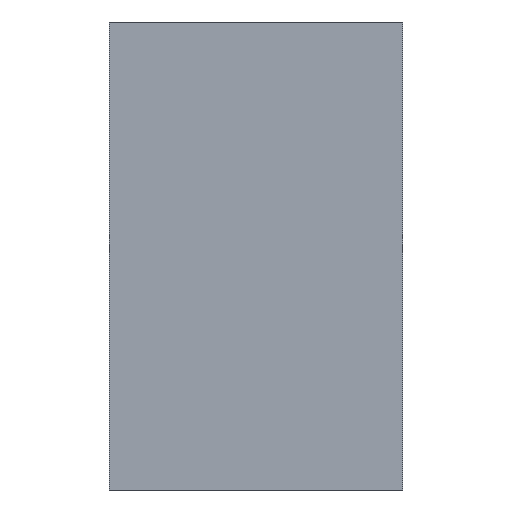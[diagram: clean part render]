
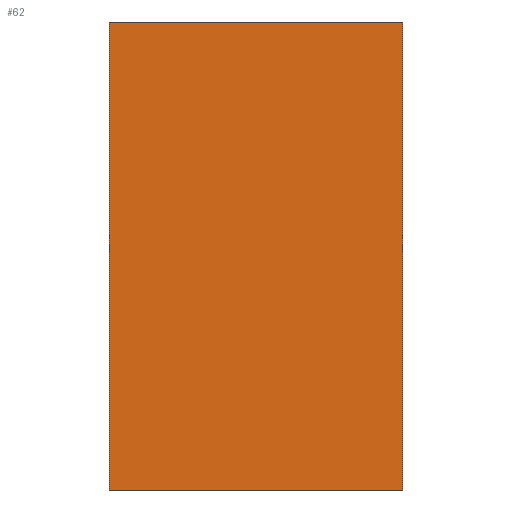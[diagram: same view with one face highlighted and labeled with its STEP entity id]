
A CAD part, left-side view. The second image highlights one B-rep face of the part: STEP entity #62.
In plain terms, the highlighted planar face has unit normal (-1, 0, 0).
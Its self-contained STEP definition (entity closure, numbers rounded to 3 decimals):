
#62=ADVANCED_FACE($,(#84),#337,.T.);
#84=FACE_OUTER_BOUND($,#106,.T.);
#106=EDGE_LOOP($,(#131,#132,#133,#134));
#131=ORIENTED_EDGE($,*,*,#238,.F.);
#132=ORIENTED_EDGE($,*,*,#239,.F.);
#133=ORIENTED_EDGE($,*,*,#240,.F.);
#134=ORIENTED_EDGE($,*,*,#235,.F.);
#235=EDGE_CURVE($,#294,#298,#345,.T.);
#238=EDGE_CURVE($,#296,#294,#348,.T.);
#239=EDGE_CURVE($,#297,#296,#349,.T.);
#240=EDGE_CURVE($,#298,#297,#350,.T.);
#294=VERTEX_POINT($,#552);
#296=VERTEX_POINT($,#554);
#297=VERTEX_POINT($,#555);
#298=VERTEX_POINT($,#556);
#337=PLANE($,#481);
#345=B_SPLINE_CURVE_WITH_KNOTS($,1,(#506,#507),.UNSPECIFIED.,.F.,.F.,(2,
2),(0.,167.),.UNSPECIFIED.);
#348=B_SPLINE_CURVE_WITH_KNOTS($,1,(#512,#513),.UNSPECIFIED.,.F.,.F.,(2,
2),(600.,866.),.UNSPECIFIED.);
#349=B_SPLINE_CURVE_WITH_KNOTS($,1,(#514,#515),.UNSPECIFIED.,.F.,.F.,(2,
2),(433.,600.),.UNSPECIFIED.);
#350=B_SPLINE_CURVE_WITH_KNOTS($,1,(#516,#517),.UNSPECIFIED.,.F.,.F.,(2,
2),(167.,433.),.UNSPECIFIED.);
#481=AXIS2_PLACEMENT_3D($,#546,#493,$);
#493=DIRECTION($,(-1.,0.,0.));
#506=CARTESIAN_POINT($,(0.,-83.5,-131.));
#507=CARTESIAN_POINT($,(0.,83.5,-131.));
#512=CARTESIAN_POINT($,(0.,-83.5,135.));
#513=CARTESIAN_POINT($,(0.,-83.5,-131.));
#514=CARTESIAN_POINT($,(0.,83.5,135.));
#515=CARTESIAN_POINT($,(0.,-83.5,135.));
#516=CARTESIAN_POINT($,(0.,83.5,-131.));
#517=CARTESIAN_POINT($,(0.,83.5,135.));
#546=CARTESIAN_POINT($,(0.,-83.5,-131.));
#552=CARTESIAN_POINT($,(0.,-83.5,-131.));
#554=CARTESIAN_POINT($,(0.,-83.5,135.));
#555=CARTESIAN_POINT($,(0.,83.5,135.));
#556=CARTESIAN_POINT($,(0.,83.5,-131.));
